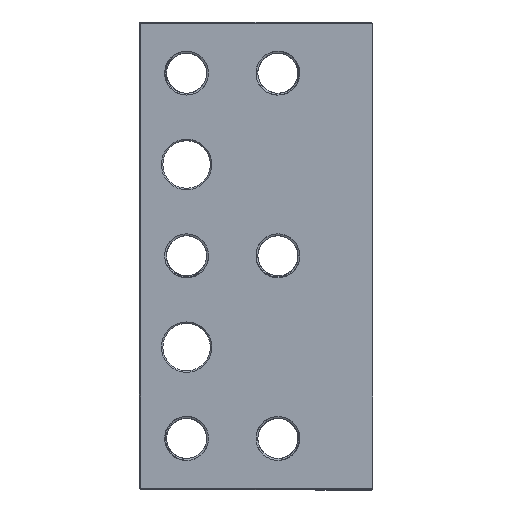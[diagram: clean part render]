
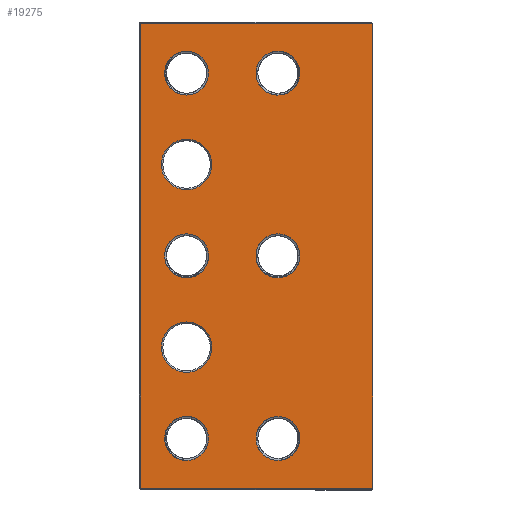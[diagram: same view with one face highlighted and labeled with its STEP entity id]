
A CAD part, top view. The second image highlights one B-rep face of the part: STEP entity #19275.
In plain terms, the highlighted planar face has unit normal (0, 0, 1).
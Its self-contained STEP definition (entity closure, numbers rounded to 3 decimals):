
#57=CARTESIAN_POINT('',(-25.5,0.,0.));
#58=DIRECTION('',(0.,0.,-1.));
#59=DIRECTION('',(1.,0.,0.));
#60=AXIS2_PLACEMENT_3D('',#57,#58,#59);
#62=CARTESIAN_POINT('',(-25.5,0.,0.));
#63=DIRECTION('',(0.,0.,-1.));
#64=DIRECTION('',(0.,1.,0.));
#65=AXIS2_PLACEMENT_3D('',#62,#63,#64);
#67=CARTESIAN_POINT('',(-25.5,0.,0.));
#68=DIRECTION('',(0.,0.,-1.));
#69=DIRECTION('',(0.,-1.,0.));
#70=AXIS2_PLACEMENT_3D('',#67,#68,#69);
#72=DIRECTION('',(-1.,0.,0.));
#73=VECTOR('',#72,31.8);
#74=CARTESIAN_POINT('',(0.,-31.8,0.));
#75=LINE('',#74,#73);
#76=DIRECTION('',(0.,-1.,0.));
#77=VECTOR('',#76,63.6);
#78=CARTESIAN_POINT('',(-31.8,31.8,0.));
#79=LINE('',#78,#77);
#80=DIRECTION('',(1.,0.,0.));
#81=VECTOR('',#80,31.8);
#82=CARTESIAN_POINT('',(-31.8,31.8,0.));
#83=LINE('',#82,#81);
#84=CARTESIAN_POINT('',(-25.5,-12.5,0.));
#85=DIRECTION('',(0.,0.,-1.));
#86=DIRECTION('',(0.,1.,0.));
#87=AXIS2_PLACEMENT_3D('',#84,#85,#86);
#89=CARTESIAN_POINT('',(-25.5,-12.5,0.));
#90=DIRECTION('',(0.,0.,-1.));
#91=DIRECTION('',(0.,-1.,0.));
#92=AXIS2_PLACEMENT_3D('',#89,#90,#91);
#94=CARTESIAN_POINT('',(-25.5,12.5,0.));
#95=DIRECTION('',(0.,0.,-1.));
#96=DIRECTION('',(0.,1.,0.));
#97=AXIS2_PLACEMENT_3D('',#94,#95,#96);
#99=CARTESIAN_POINT('',(-25.5,12.5,0.));
#100=DIRECTION('',(0.,0.,-1.));
#101=DIRECTION('',(0.,-1.,0.));
#102=AXIS2_PLACEMENT_3D('',#99,#100,#101);
#104=CARTESIAN_POINT('',(-25.5,-25.,0.));
#105=DIRECTION('',(0.,0.,-1.));
#106=DIRECTION('',(0.,-1.,0.));
#107=AXIS2_PLACEMENT_3D('',#104,#105,#106);
#109=CARTESIAN_POINT('',(-25.5,-25.,0.));
#110=DIRECTION('',(0.,0.,-1.));
#111=DIRECTION('',(0.,1.,0.));
#112=AXIS2_PLACEMENT_3D('',#109,#110,#111);
#114=CARTESIAN_POINT('',(-25.5,25.,0.));
#115=DIRECTION('',(0.,0.,-1.));
#116=DIRECTION('',(0.,1.,0.));
#117=AXIS2_PLACEMENT_3D('',#114,#115,#116);
#119=CARTESIAN_POINT('',(-25.5,25.,0.));
#120=DIRECTION('',(0.,0.,-1.));
#121=DIRECTION('',(0.,-1.,0.));
#122=AXIS2_PLACEMENT_3D('',#119,#120,#121);
#124=CARTESIAN_POINT('',(-13.,0.,0.));
#125=DIRECTION('',(0.,0.,-1.));
#126=DIRECTION('',(-1.,0.,0.));
#127=AXIS2_PLACEMENT_3D('',#124,#125,#126);
#129=CARTESIAN_POINT('',(-13.,0.,0.));
#130=DIRECTION('',(0.,0.,-1.));
#131=DIRECTION('',(0.,-1.,0.));
#132=AXIS2_PLACEMENT_3D('',#129,#130,#131);
#134=CARTESIAN_POINT('',(-13.,0.,0.));
#135=DIRECTION('',(0.,0.,-1.));
#136=DIRECTION('',(0.,1.,0.));
#137=AXIS2_PLACEMENT_3D('',#134,#135,#136);
#139=CARTESIAN_POINT('',(-13.,-25.,0.));
#140=DIRECTION('',(0.,0.,-1.));
#141=DIRECTION('',(0.,-1.,0.));
#142=AXIS2_PLACEMENT_3D('',#139,#140,#141);
#144=CARTESIAN_POINT('',(-13.,-25.,0.));
#145=DIRECTION('',(0.,0.,-1.));
#146=DIRECTION('',(0.,1.,0.));
#147=AXIS2_PLACEMENT_3D('',#144,#145,#146);
#149=CARTESIAN_POINT('',(-13.,25.,0.));
#150=DIRECTION('',(0.,0.,-1.));
#151=DIRECTION('',(0.,1.,0.));
#152=AXIS2_PLACEMENT_3D('',#149,#150,#151);
#154=CARTESIAN_POINT('',(-13.,25.,0.));
#155=DIRECTION('',(0.,0.,-1.));
#156=DIRECTION('',(0.,-1.,0.));
#157=AXIS2_PLACEMENT_3D('',#154,#155,#156);
#199=CARTESIAN_POINT('',(-22.5,0.,0.));
#2014=DIRECTION('',(0.,1.,0.));
#2015=VECTOR('',#2014,63.6);
#2016=CARTESIAN_POINT('',(0.,-31.8,0.));
#2017=LINE('',#2016,#2015);
#10671=CARTESIAN_POINT('',(-25.5,-28.,0.));
#12186=CARTESIAN_POINT('',(-25.5,28.,0.));
#14819=CARTESIAN_POINT('',(-16.,0.,0.));
#15425=CARTESIAN_POINT('',(-13.,-28.,0.));
#17126=CARTESIAN_POINT('',(-13.,28.,0.));
#18089=CARTESIAN_POINT('',(0.,31.8,0.));
#18091=VERTEX_POINT('',#18089);
#18135=CARTESIAN_POINT('',(0.,-31.8,0.));
#18136=VERTEX_POINT('',#18135);
#18137=CARTESIAN_POINT('',(-31.8,-31.8,0.));
#18138=VERTEX_POINT('',#18137);
#18141=CARTESIAN_POINT('',(-31.8,31.8,0.));
#18142=VERTEX_POINT('',#18141);
#18193=CARTESIAN_POINT('',(-25.5,-9.05,0.));
#18194=CARTESIAN_POINT('',(-25.5,-15.95,0.));
#18195=VERTEX_POINT('',#18193);
#18196=VERTEX_POINT('',#18194);
#18201=CARTESIAN_POINT('',(-25.5,15.95,0.));
#18202=CARTESIAN_POINT('',(-25.5,9.05,0.));
#18203=VERTEX_POINT('',#18201);
#18204=VERTEX_POINT('',#18202);
#18249=CARTESIAN_POINT('',(-25.5,-3.,0.));
#18250=CARTESIAN_POINT('',(-25.5,3.,0.));
#18251=VERTEX_POINT('',#18249);
#18252=VERTEX_POINT('',#18250);
#18253=CARTESIAN_POINT('',(-13.,3.,0.));
#18254=CARTESIAN_POINT('',(-13.,-3.,0.));
#18255=VERTEX_POINT('',#18253);
#18256=VERTEX_POINT('',#18254);
#18269=VERTEX_POINT('',#199);
#18343=VERTEX_POINT('',#10671);
#18413=CARTESIAN_POINT('',(-25.5,-22.,0.));
#18414=VERTEX_POINT('',#18413);
#18424=VERTEX_POINT('',#12186);
#18500=CARTESIAN_POINT('',(-25.5,22.,0.));
#18501=VERTEX_POINT('',#18500);
#18508=VERTEX_POINT('',#14819);
#18538=VERTEX_POINT('',#15425);
#18565=VERTEX_POINT('',#17126);
#18702=CARTESIAN_POINT('',(-13.,-22.,0.));
#18703=VERTEX_POINT('',#18702);
#18762=CARTESIAN_POINT('',(-13.,22.,0.));
#18763=VERTEX_POINT('',#18762);
#19209=CARTESIAN_POINT('',(-32.,-32.,0.));
#19210=DIRECTION('',(0.,0.,1.));
#19211=DIRECTION('',(1.,0.,0.));
#19212=AXIS2_PLACEMENT_3D('',#19209,#19210,#19211);
#19213=PLANE('',#19212);
#19214=ORIENTED_EDGE('',*,*,#19198,.T.);
#19216=ORIENTED_EDGE('',*,*,#19215,.F.);
#19218=ORIENTED_EDGE('',*,*,#19217,.T.);
#19220=ORIENTED_EDGE('',*,*,#19219,.F.);
#19221=EDGE_LOOP('',(#19214,#19216,#19218,#19220));
#19222=FACE_OUTER_BOUND('',#19221,.F.);
#19224=ORIENTED_EDGE('',*,*,#19223,.F.);
#19226=ORIENTED_EDGE('',*,*,#19225,.F.);
#19228=ORIENTED_EDGE('',*,*,#19227,.F.);
#19229=EDGE_LOOP('',(#19224,#19226,#19228));
#19230=FACE_BOUND('',#19229,.F.);
#19232=ORIENTED_EDGE('',*,*,#19231,.F.);
#19234=ORIENTED_EDGE('',*,*,#19233,.F.);
#19235=EDGE_LOOP('',(#19232,#19234));
#19236=FACE_BOUND('',#19235,.F.);
#19238=ORIENTED_EDGE('',*,*,#19237,.F.);
#19240=ORIENTED_EDGE('',*,*,#19239,.F.);
#19241=EDGE_LOOP('',(#19238,#19240));
#19242=FACE_BOUND('',#19241,.F.);
#19244=ORIENTED_EDGE('',*,*,#19243,.F.);
#19246=ORIENTED_EDGE('',*,*,#19245,.F.);
#19247=EDGE_LOOP('',(#19244,#19246));
#19248=FACE_BOUND('',#19247,.F.);
#19250=ORIENTED_EDGE('',*,*,#19249,.F.);
#19252=ORIENTED_EDGE('',*,*,#19251,.F.);
#19253=EDGE_LOOP('',(#19250,#19252));
#19254=FACE_BOUND('',#19253,.F.);
#19256=ORIENTED_EDGE('',*,*,#19255,.F.);
#19258=ORIENTED_EDGE('',*,*,#19257,.F.);
#19260=ORIENTED_EDGE('',*,*,#19259,.F.);
#19261=EDGE_LOOP('',(#19256,#19258,#19260));
#19262=FACE_BOUND('',#19261,.F.);
#19264=ORIENTED_EDGE('',*,*,#19263,.F.);
#19266=ORIENTED_EDGE('',*,*,#19265,.F.);
#19267=EDGE_LOOP('',(#19264,#19266));
#19268=FACE_BOUND('',#19267,.F.);
#19270=ORIENTED_EDGE('',*,*,#19269,.F.);
#19272=ORIENTED_EDGE('',*,*,#19271,.F.);
#19273=EDGE_LOOP('',(#19270,#19272));
#19274=FACE_BOUND('',#19273,.F.);
#19275=ADVANCED_FACE('',(#19222,#19230,#19236,#19242,#19248,#19254,#19262,
#19268,#19274),#19213,.T.);
#61=CIRCLE('',#60,3.);
#66=CIRCLE('',#65,3.);
#71=CIRCLE('',#70,3.);
#88=CIRCLE('',#87,3.45);
#93=CIRCLE('',#92,3.45);
#98=CIRCLE('',#97,3.45);
#103=CIRCLE('',#102,3.45);
#108=CIRCLE('',#107,3.);
#113=CIRCLE('',#112,3.);
#118=CIRCLE('',#117,3.);
#123=CIRCLE('',#122,3.);
#128=CIRCLE('',#127,3.);
#133=CIRCLE('',#132,3.);
#138=CIRCLE('',#137,3.);
#143=CIRCLE('',#142,3.);
#148=CIRCLE('',#147,3.);
#153=CIRCLE('',#152,3.);
#158=CIRCLE('',#157,3.);
#19198=EDGE_CURVE('',#18136,#18138,#75,.T.);
#19215=EDGE_CURVE('',#18142,#18138,#79,.T.);
#19217=EDGE_CURVE('',#18142,#18091,#83,.T.);
#19219=EDGE_CURVE('',#18136,#18091,#2017,.T.);
#19223=EDGE_CURVE('',#18269,#18251,#61,.T.);
#19225=EDGE_CURVE('',#18252,#18269,#66,.T.);
#19227=EDGE_CURVE('',#18251,#18252,#71,.T.);
#19231=EDGE_CURVE('',#18195,#18196,#88,.T.);
#19233=EDGE_CURVE('',#18196,#18195,#93,.T.);
#19237=EDGE_CURVE('',#18203,#18204,#98,.T.);
#19239=EDGE_CURVE('',#18204,#18203,#103,.T.);
#19243=EDGE_CURVE('',#18343,#18414,#108,.T.);
#19245=EDGE_CURVE('',#18414,#18343,#113,.T.);
#19249=EDGE_CURVE('',#18424,#18501,#118,.T.);
#19251=EDGE_CURVE('',#18501,#18424,#123,.T.);
#19255=EDGE_CURVE('',#18508,#18255,#128,.T.);
#19257=EDGE_CURVE('',#18256,#18508,#133,.T.);
#19259=EDGE_CURVE('',#18255,#18256,#138,.T.);
#19263=EDGE_CURVE('',#18538,#18703,#143,.T.);
#19265=EDGE_CURVE('',#18703,#18538,#148,.T.);
#19269=EDGE_CURVE('',#18565,#18763,#153,.T.);
#19271=EDGE_CURVE('',#18763,#18565,#158,.T.);
